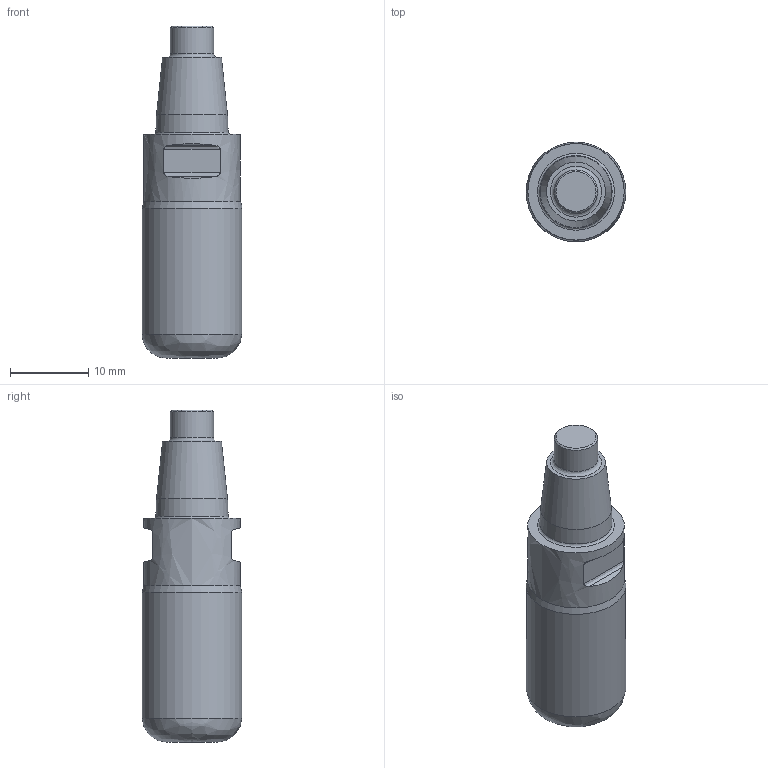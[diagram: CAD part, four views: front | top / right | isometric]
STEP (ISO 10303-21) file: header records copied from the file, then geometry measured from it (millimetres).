
FILE_DESCRIPTION(('STEP'), '1');
FILE_NAME('MOD000000000000000020136962601000.stp', '2019-01-02T12:12:02', (''), (''), 'Express v3.0.0.0', 'Express Tool', 'Unknown');
FILE_SCHEMA(('AUTOMOTIVE_DESIGN'));
Length unit declared in the file: millimetre
Products named in the file (1): a316-12fl642-05031l
Bounding box: 12.7 x 12.7 x 42.3 mm (x, y, z)
Volume: 4087.9 mm3; surface area: 1882.6 mm2
Topology: 2 solids, 2 shells, 26 faces, 59 edges, 42 vertices
Faces by surface type: bspline 26
Entity records: 1349 total; most frequent: CARTESIAN_POINT 789, ORIENTED_EDGE 108, DIRECTION 78, EDGE_CURVE 54, VERTEX_POINT 36, EDGE_LOOP 30, AXIS2_PLACEMENT_3D 28, ADVANCED_FACE 26
